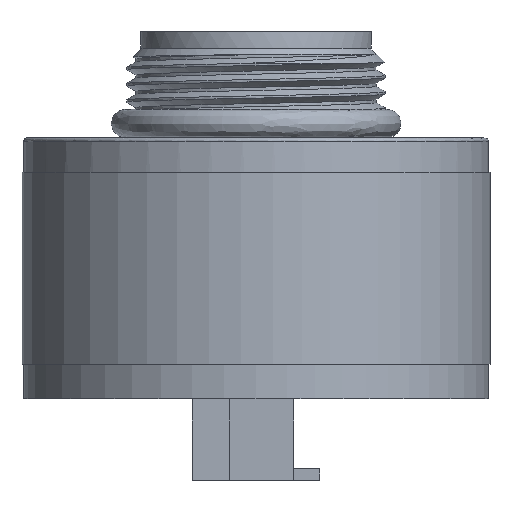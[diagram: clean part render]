
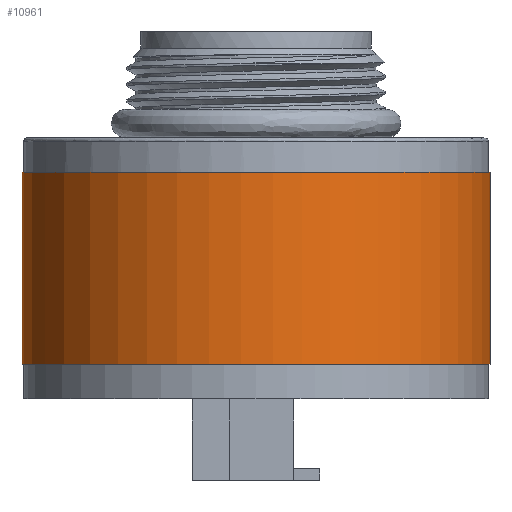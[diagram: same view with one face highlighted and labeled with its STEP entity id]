
A CAD part, front view. The second image highlights one B-rep face of the part: STEP entity #10961.
In plain terms, the highlighted free-form (B-spline) face has degree [2, 1] with [9, 2] control points.
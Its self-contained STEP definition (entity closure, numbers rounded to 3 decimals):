
#10942 = EDGE_CURVE('',#10943,#10943,#10945,.T.);
#10943 = VERTEX_POINT('',#10944);
#10944 = CARTESIAN_POINT('',(-19.674,0.,
    -19.057));
#10945 = ( BOUNDED_CURVE() B_SPLINE_CURVE(2,(#10946,#10947,#10948,#10949
    ,#10950,#10951,#10952),.UNSPECIFIED.,.T.,.F.) 
B_SPLINE_CURVE_WITH_KNOTS((3,2,2,3),(3.142,5.236,
7.33,9.425),.PIECEWISE_BEZIER_KNOTS.) CURVE() 
GEOMETRIC_REPRESENTATION_ITEM() RATIONAL_B_SPLINE_CURVE((1.,0.5,1.,0.5,
1.,0.5,1.)) REPRESENTATION_ITEM('') );
#10946 = CARTESIAN_POINT('',(-19.674,0.,
    -19.057));
#10947 = CARTESIAN_POINT('',(-19.674,-34.076,
    -19.057));
#10948 = CARTESIAN_POINT('',(9.837,-17.038,
    -19.057));
#10949 = CARTESIAN_POINT('',(39.348,0.,
    -19.057));
#10950 = CARTESIAN_POINT('',(9.837,17.038,
    -19.057));
#10951 = CARTESIAN_POINT('',(-19.674,34.076,
    -19.057));
#10952 = CARTESIAN_POINT('',(-19.674,0.,
    -19.057));
#10961 = ADVANCED_FACE('',(#10962),#10983,.T.);
#10962 = FACE_BOUND('',#10963,.T.);
#10963 = EDGE_LOOP('',(#10964,#10976,#10981,#10982));
#10964 = ORIENTED_EDGE('',*,*,#10965,.F.);
#10965 = EDGE_CURVE('',#10966,#10966,#10968,.T.);
#10966 = VERTEX_POINT('',#10967);
#10967 = CARTESIAN_POINT('',(-19.674,0.,
    -2.879));
#10968 = ( BOUNDED_CURVE() B_SPLINE_CURVE(2,(#10969,#10970,#10971,#10972
    ,#10973,#10974,#10975),.UNSPECIFIED.,.T.,.F.) 
B_SPLINE_CURVE_WITH_KNOTS((3,2,2,3),(3.142,5.236,
7.33,9.425),.PIECEWISE_BEZIER_KNOTS.) CURVE() 
GEOMETRIC_REPRESENTATION_ITEM() RATIONAL_B_SPLINE_CURVE((1.,0.5,1.,0.5,
1.,0.5,1.)) REPRESENTATION_ITEM('') );
#10969 = CARTESIAN_POINT('',(-19.674,0.,
    -2.879));
#10970 = CARTESIAN_POINT('',(-19.674,-34.076,
    -2.879));
#10971 = CARTESIAN_POINT('',(9.837,-17.038,
    -2.879));
#10972 = CARTESIAN_POINT('',(39.348,0.,
    -2.879));
#10973 = CARTESIAN_POINT('',(9.837,17.038,-2.879
    ));
#10974 = CARTESIAN_POINT('',(-19.674,34.076,
    -2.879));
#10975 = CARTESIAN_POINT('',(-19.674,0.,
    -2.879));
#10976 = ORIENTED_EDGE('',*,*,#10977,.T.);
#10977 = EDGE_CURVE('',#10966,#10943,#10978,.T.);
#10978 = B_SPLINE_CURVE_WITH_KNOTS('',1,(#10979,#10980),.UNSPECIFIED.,
  .F.,.F.,(2,2),(-5.9,5.9),.PIECEWISE_BEZIER_KNOTS.);
#10979 = CARTESIAN_POINT('',(-19.674,0.,
    -2.879));
#10980 = CARTESIAN_POINT('',(-19.674,0.,
    -19.057));
#10981 = ORIENTED_EDGE('',*,*,#10942,.T.);
#10982 = ORIENTED_EDGE('',*,*,#10977,.F.);
#10983 = ( BOUNDED_SURFACE() B_SPLINE_SURFACE(2,1,(
    (#10984,#10985)
    ,(#10986,#10987)
    ,(#10988,#10989)
    ,(#10990,#10991)
    ,(#10992,#10993)
    ,(#10994,#10995)
    ,(#10996,#10997)
    ,(#10998,#10999)
    ,(#11000,#11001
)),.UNSPECIFIED.,.T.,.F.,.F.) B_SPLINE_SURFACE_WITH_KNOTS((3,2,2,2,3),(2
    ,2),(-3.142,-2.094,0.,2.094,3.142)
,(-5.9,5.9),.UNSPECIFIED.) GEOMETRIC_REPRESENTATION_ITEM() 
RATIONAL_B_SPLINE_SURFACE((
    (0.75,0.75)
    ,(0.75,0.75)
    ,(1.,1.)
    ,(0.5,0.5)
    ,(1.,1.)
    ,(0.5,0.5)
    ,(1.,1.)
    ,(0.75,0.75)
,(0.75,0.75))) REPRESENTATION_ITEM('') SURFACE() );
#10984 = CARTESIAN_POINT('',(-19.674,0.,
    -19.057));
#10985 = CARTESIAN_POINT('',(-19.674,0.,
    -2.879));
#10986 = CARTESIAN_POINT('',(-19.674,-11.359,
    -19.057));
#10987 = CARTESIAN_POINT('',(-19.674,-11.359,
    -2.879));
#10988 = CARTESIAN_POINT('',(-9.837,-17.038,
    -19.057));
#10989 = CARTESIAN_POINT('',(-9.837,-17.038,
    -2.879));
#10990 = CARTESIAN_POINT('',(19.674,-34.076,
    -19.057));
#10991 = CARTESIAN_POINT('',(19.674,-34.076,
    -2.879));
#10992 = CARTESIAN_POINT('',(19.674,0.,-19.057));
#10993 = CARTESIAN_POINT('',(19.674,0.,-2.879));
#10994 = CARTESIAN_POINT('',(19.674,34.076,
    -19.057));
#10995 = CARTESIAN_POINT('',(19.674,34.076,
    -2.879));
#10996 = CARTESIAN_POINT('',(-9.837,17.038,
    -19.057));
#10997 = CARTESIAN_POINT('',(-9.837,17.038,
    -2.879));
#10998 = CARTESIAN_POINT('',(-19.674,11.359,
    -19.057));
#10999 = CARTESIAN_POINT('',(-19.674,11.359,
    -2.879));
#11000 = CARTESIAN_POINT('',(-19.674,0.,
    -19.057));
#11001 = CARTESIAN_POINT('',(-19.674,0.,
    -2.879));
